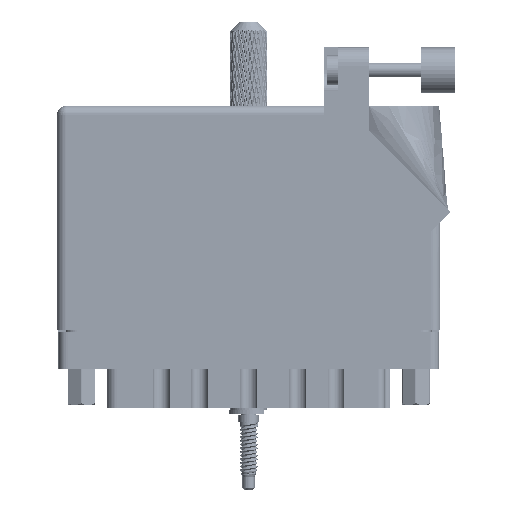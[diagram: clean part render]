
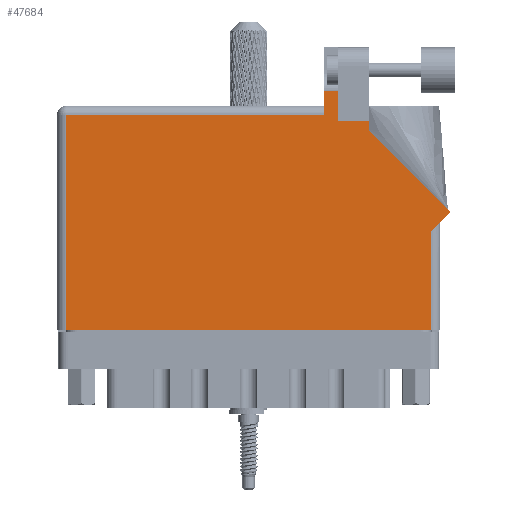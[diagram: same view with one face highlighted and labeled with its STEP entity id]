
A CAD part, front view. The second image highlights one B-rep face of the part: STEP entity #47684.
In plain terms, the highlighted face is planar.
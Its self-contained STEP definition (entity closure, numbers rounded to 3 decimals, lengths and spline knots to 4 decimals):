
#1732 = CARTESIAN_POINT ( 'NONE',  ( 1.913, 1.43, 0. ) ) ;
#3416 = CARTESIAN_POINT ( 'NONE',  ( 1.819, 1.53, 0. ) ) ;
#3501 = VECTOR ( 'NONE', #29671, 39.3701 ) ;
#4835 = EDGE_CURVE ( 'NONE', #78149, #56497, #59342, .T. ) ;
#6660 = ORIENTED_EDGE ( 'NONE', *, *, #4835, .T. ) ;
#7159 = CARTESIAN_POINT ( 'NONE',  ( 2.126, 1.43, 0. ) ) ;
#7713 = EDGE_CURVE ( 'NONE', #56497, #28198, #100804, .T. ) ;
#9544 = ORIENTED_EDGE ( 'NONE', *, *, #92492, .T. ) ;
#10304 = CARTESIAN_POINT ( 'NONE',  ( 0.062, 0., 0. ) ) ;
#10582 = EDGE_CURVE ( 'NONE', #55576, #99946, #42959, .T. ) ;
#13824 = VERTEX_POINT ( 'NONE', #100873 ) ;
#14422 = VECTOR ( 'NONE', #81698, 39.3701 ) ;
#16189 = EDGE_CURVE ( 'NONE', #13824, #120501, #33479, .T. ) ;
#16248 = FACE_OUTER_BOUND ( 'NONE', #121627, .T. ) ;
#16924 = DIRECTION ( 'NONE',  ( 0.707, 0.707, 0. ) ) ;
#17118 = CARTESIAN_POINT ( 'NONE',  ( 0.062, 0., 0. ) ) ;
#18882 = CARTESIAN_POINT ( 'NONE',  ( 2.2438, 1.6315, 0. ) ) ;
#23383 = DIRECTION ( 'NONE',  ( 0., 0., -1. ) ) ;
#23541 = DIRECTION ( 'NONE',  ( 0., -1., 0. ) ) ;
#25676 = DIRECTION ( 'NONE',  ( -0.707, 0.707, 0. ) ) ;
#28198 = VERTEX_POINT ( 'NONE', #71113 ) ;
#28482 = VECTOR ( 'NONE', #65733, 39.3701 ) ;
#29671 = DIRECTION ( 'NONE',  ( -1., 0., 0. ) ) ;
#30740 = DIRECTION ( 'NONE',  ( 0., 1., 0. ) ) ;
#31726 = CARTESIAN_POINT ( 'NONE',  ( 1.819, 1.468, 0. ) ) ;
#33479 = LINE ( 'NONE', #3416, #39585 ) ;
#34624 = VECTOR ( 'NONE', #16924, 39.3701 ) ;
#35423 = LINE ( 'NONE', #18882, #44723 ) ;
#39585 = VECTOR ( 'NONE', #41941, 39.3701 ) ;
#41349 = CARTESIAN_POINT ( 'NONE',  ( 2.55, 0.675, 0. ) ) ;
#41941 = DIRECTION ( 'NONE',  ( 0., -1., 0. ) ) ;
#42716 = CARTESIAN_POINT ( 'NONE',  ( 0., 1.468, 0. ) ) ;
#42959 = LINE ( 'NONE', #10304, #70775 ) ;
#44723 = VECTOR ( 'NONE', #59924, 39.3701 ) ;
#45336 = ORIENTED_EDGE ( 'NONE', *, *, #16189, .T. ) ;
#47684 = ADVANCED_FACE ( 'NONE', ( #16248 ), #101777, .F. ) ;
#49042 = AXIS2_PLACEMENT_3D ( 'NONE', #52356, #23383, #103869 ) ;
#50624 = EDGE_CURVE ( 'NONE', #99946, #66759, #63605, .T. ) ;
#51087 = ORIENTED_EDGE ( 'NONE', *, *, #77791, .T. ) ;
#52356 = CARTESIAN_POINT ( 'NONE',  ( 0., 1.53, 0. ) ) ;
#53017 = LINE ( 'NONE', #91979, #110356 ) ;
#53534 = CARTESIAN_POINT ( 'NONE',  ( 1.913, 1.6315, 0. ) ) ;
#54714 = LINE ( 'NONE', #77064, #28482 ) ;
#55576 = VERTEX_POINT ( 'NONE', #106290 ) ;
#56497 = VERTEX_POINT ( 'NONE', #59539 ) ;
#57618 = CARTESIAN_POINT ( 'NONE',  ( 0., 0., 0. ) ) ;
#59342 = LINE ( 'NONE', #97009, #34624 ) ;
#59539 = CARTESIAN_POINT ( 'NONE',  ( 2.6827, 0.8077, 0. ) ) ;
#59924 = DIRECTION ( 'NONE',  ( -1., 0., 0. ) ) ;
#62382 = ORIENTED_EDGE ( 'NONE', *, *, #85841, .T. ) ;
#62883 = ORIENTED_EDGE ( 'NONE', *, *, #7713, .T. ) ;
#62886 = EDGE_CURVE ( 'NONE', #66759, #78149, #121288, .T. ) ;
#63445 = CARTESIAN_POINT ( 'NONE',  ( 2.55, 0., 0. ) ) ;
#63554 = ORIENTED_EDGE ( 'NONE', *, *, #115744, .T. ) ;
#63605 = LINE ( 'NONE', #57618, #93128 ) ;
#64944 = CARTESIAN_POINT ( 'NONE',  ( 2.6827, 0.8077, 0. ) ) ;
#65733 = DIRECTION ( 'NONE',  ( 0., 1., 0. ) ) ;
#66759 = VERTEX_POINT ( 'NONE', #63445 ) ;
#68599 = VECTOR ( 'NONE', #30740, 39.3701 ) ;
#70775 = VECTOR ( 'NONE', #23541, 39.3701 ) ;
#71113 = CARTESIAN_POINT ( 'NONE',  ( 2.126, 1.3644, 0. ) ) ;
#77064 = CARTESIAN_POINT ( 'NONE',  ( 2.126, 1.3644, 0. ) ) ;
#77791 = EDGE_CURVE ( 'NONE', #120501, #55576, #119823, .T. ) ;
#77904 = ORIENTED_EDGE ( 'NONE', *, *, #105504, .T. ) ;
#78149 = VERTEX_POINT ( 'NONE', #41349 ) ;
#81698 = DIRECTION ( 'NONE',  ( -1., 0., 0. ) ) ;
#85841 = EDGE_CURVE ( 'NONE', #124026, #110916, #93829, .T. ) ;
#90417 = ORIENTED_EDGE ( 'NONE', *, *, #10582, .T. ) ;
#91979 = CARTESIAN_POINT ( 'NONE',  ( 1.913, 1.43, 0. ) ) ;
#92492 = EDGE_CURVE ( 'NONE', #28198, #124026, #54714, .T. ) ;
#93128 = VECTOR ( 'NONE', #117019, 39.3701 ) ;
#93829 = LINE ( 'NONE', #110167, #3501 ) ;
#94347 = ORIENTED_EDGE ( 'NONE', *, *, #50624, .T. ) ;
#96214 = ORIENTED_EDGE ( 'NONE', *, *, #62886, .T. ) ;
#97009 = CARTESIAN_POINT ( 'NONE',  ( 2.612, 0.737, 0. ) ) ;
#99946 = VERTEX_POINT ( 'NONE', #17118 ) ;
#100300 = DIRECTION ( 'NONE',  ( 0., 1., 0. ) ) ;
#100804 = LINE ( 'NONE', #64944, #120905 ) ;
#100873 = CARTESIAN_POINT ( 'NONE',  ( 1.819, 1.6315, 0. ) ) ;
#101777 = PLANE ( 'NONE',  #49042 ) ;
#101913 = VERTEX_POINT ( 'NONE', #53534 ) ;
#103869 = DIRECTION ( 'NONE',  ( -1., 0., 0. ) ) ;
#105504 = EDGE_CURVE ( 'NONE', #110916, #101913, #53017, .T. ) ;
#106290 = CARTESIAN_POINT ( 'NONE',  ( 0.062, 1.468, 0. ) ) ;
#110167 = CARTESIAN_POINT ( 'NONE',  ( 2.126, 1.43, 0. ) ) ;
#110356 = VECTOR ( 'NONE', #100300, 39.3701 ) ;
#110916 = VERTEX_POINT ( 'NONE', #1732 ) ;
#115744 = EDGE_CURVE ( 'NONE', #101913, #13824, #35423, .T. ) ;
#117019 = DIRECTION ( 'NONE',  ( 1., 0., 0. ) ) ;
#119108 = CARTESIAN_POINT ( 'NONE',  ( 2.55, 0.737, 0. ) ) ;
#119823 = LINE ( 'NONE', #42716, #14422 ) ;
#120501 = VERTEX_POINT ( 'NONE', #31726 ) ;
#120905 = VECTOR ( 'NONE', #25676, 39.3701 ) ;
#121288 = LINE ( 'NONE', #119108, #68599 ) ;
#121627 = EDGE_LOOP ( 'NONE', ( #77904, #63554, #45336, #51087, #90417, #94347, #96214, #6660, #62883, #9544, #62382 ) ) ;
#124026 = VERTEX_POINT ( 'NONE', #7159 ) ;
